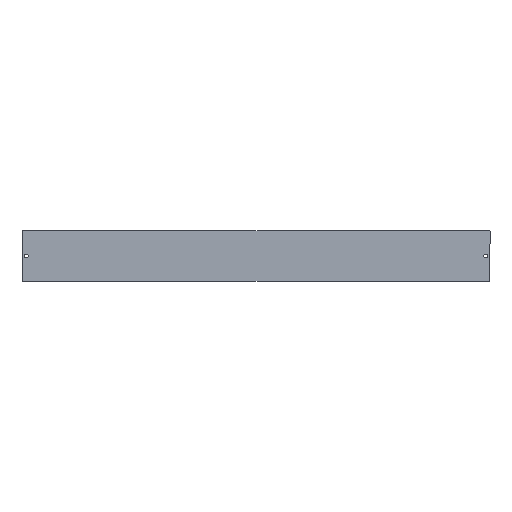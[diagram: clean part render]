
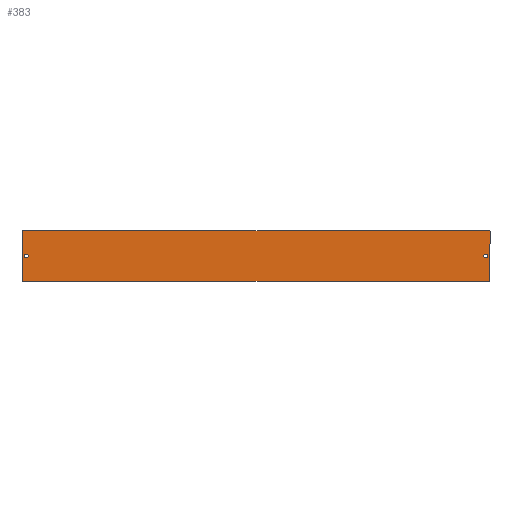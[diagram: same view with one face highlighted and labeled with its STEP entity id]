
A CAD part, top view. The second image highlights one B-rep face of the part: STEP entity #383.
In plain terms, the highlighted planar face has unit normal (0, 0, 1).
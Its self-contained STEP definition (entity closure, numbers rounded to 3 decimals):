
#11 = EDGE_LOOP ( 'NONE', ( #58, #70, #35, #60, #96, #83, #29, #54 ) ) ;
#13 = EDGE_LOOP ( 'NONE', ( #73, #67 ) ) ;
#14 = EDGE_LOOP ( 'NONE', ( #44, #45 ) ) ;
#15 = CARTESIAN_POINT ( 'NONE',  ( 152.2, 0., 0.76 ) ) ;
#29 = ORIENTED_EDGE ( 'NONE', *, *, #429, .T. ) ;
#35 = ORIENTED_EDGE ( 'NONE', *, *, #415, .T. ) ;
#44 = ORIENTED_EDGE ( 'NONE', *, *, #394, .F. ) ;
#45 = ORIENTED_EDGE ( 'NONE', *, *, #387, .F. ) ;
#54 = ORIENTED_EDGE ( 'NONE', *, *, #428, .T. ) ;
#58 = ORIENTED_EDGE ( 'NONE', *, *, #424, .T. ) ;
#60 = ORIENTED_EDGE ( 'NONE', *, *, #401, .T. ) ;
#67 = ORIENTED_EDGE ( 'NONE', *, *, #412, .F. ) ;
#70 = ORIENTED_EDGE ( 'NONE', *, *, #418, .T. ) ;
#73 = ORIENTED_EDGE ( 'NONE', *, *, #381, .F. ) ;
#83 = ORIENTED_EDGE ( 'NONE', *, *, #417, .T. ) ;
#85 = VERTEX_POINT ( 'NONE', #99 ) ;
#87 = VERTEX_POINT ( 'NONE', #88 ) ;
#88 = CARTESIAN_POINT ( 'NONE',  ( -156., -17., 0.76 ) ) ;
#89 = VERTEX_POINT ( 'NONE', #132 ) ;
#94 = VERTEX_POINT ( 'NONE', #15 ) ;
#96 = ORIENTED_EDGE ( 'NONE', *, *, #420, .T. ) ;
#97 = VERTEX_POINT ( 'NONE', #136 ) ;
#99 = CARTESIAN_POINT ( 'NONE',  ( -156., 17., 0.76 ) ) ;
#102 = VERTEX_POINT ( 'NONE', #108 ) ;
#105 = VERTEX_POINT ( 'NONE', #117 ) ;
#108 = CARTESIAN_POINT ( 'NONE',  ( 156., -17., 0.76 ) ) ;
#109 = CARTESIAN_POINT ( 'NONE',  ( 156.5, -16.5, 0.76 ) ) ;
#110 = VERTEX_POINT ( 'NONE', #109 ) ;
#116 = CARTESIAN_POINT ( 'NONE',  ( 156.5, 16.5, 0.76 ) ) ;
#117 = CARTESIAN_POINT ( 'NONE',  ( -152.2, 0., 0.76 ) ) ;
#121 = CARTESIAN_POINT ( 'NONE',  ( -156.5, -16.5, 0.76 ) ) ;
#124 = VERTEX_POINT ( 'NONE', #116 ) ;
#132 = CARTESIAN_POINT ( 'NONE',  ( 156., 17., 0.76 ) ) ;
#133 = VERTEX_POINT ( 'NONE', #140 ) ;
#134 = VERTEX_POINT ( 'NONE', #141 ) ;
#136 = CARTESIAN_POINT ( 'NONE',  ( 154.8, 0., 0.76 ) ) ;
#139 = VERTEX_POINT ( 'NONE', #121 ) ;
#140 = CARTESIAN_POINT ( 'NONE',  ( -156.5, 16.5, 0.76 ) ) ;
#141 = CARTESIAN_POINT ( 'NONE',  ( -154.8, 0., 0.76 ) ) ;
#146 = DIRECTION ( 'NONE',  ( 1., 0., 0. ) ) ;
#153 = FACE_OUTER_BOUND ( 'NONE', #11, .T. ) ;
#155 = FACE_BOUND ( 'NONE', #14, .T. ) ;
#156 = FACE_BOUND ( 'NONE', #13, .T. ) ;
#164 = DIRECTION ( 'NONE',  ( 0., 0., 1. ) ) ;
#165 = PLANE ( 'NONE',  #444 ) ;
#167 = CARTESIAN_POINT ( 'NONE',  ( -153.5, 0., 0.76 ) ) ;
#171 = DIRECTION ( 'NONE',  ( 0., 0., 1. ) ) ;
#174 = CARTESIAN_POINT ( 'NONE',  ( -156.5, -17., 0.76 ) ) ;
#176 = DIRECTION ( 'NONE',  ( 1., 0., 0. ) ) ;
#187 = DIRECTION ( 'NONE',  ( 0., 0., 1. ) ) ;
#188 = DIRECTION ( 'NONE',  ( 1., 0., 0. ) ) ;
#190 = CARTESIAN_POINT ( 'NONE',  ( 153.5, 0., 0.76 ) ) ;
#214 = DIRECTION ( 'NONE',  ( 0., 0., 1. ) ) ;
#221 = DIRECTION ( 'NONE',  ( -0.707, -0.707, 0. ) ) ;
#237 = DIRECTION ( 'NONE',  ( 1., 0., 0. ) ) ;
#240 = CARTESIAN_POINT ( 'NONE',  ( 153.5, 0., 0.76 ) ) ;
#242 = CARTESIAN_POINT ( 'NONE',  ( -173.25, -0.25, 0.76 ) ) ;
#246 = LINE ( 'NONE', #242, #447 ) ;
#251 = CARTESIAN_POINT ( 'NONE',  ( -153.5, 0., 0.76 ) ) ;
#254 = DIRECTION ( 'NONE',  ( -1., 0., 0. ) ) ;
#255 = CARTESIAN_POINT ( 'NONE',  ( -156.25, -16.75, 0.76 ) ) ;
#257 = LINE ( 'NONE', #255, #484 ) ;
#259 = DIRECTION ( 'NONE',  ( 0., -1., 0. ) ) ;
#262 = CARTESIAN_POINT ( 'NONE',  ( -156.5, 17., 0.76 ) ) ;
#265 = DIRECTION ( 'NONE',  ( 0.707, -0.707, 0. ) ) ;
#269 = DIRECTION ( 'NONE',  ( 1., 0., 0. ) ) ;
#270 = CARTESIAN_POINT ( 'NONE',  ( 16.75, 156.25, 0.76 ) ) ;
#272 = CARTESIAN_POINT ( 'NONE',  ( 156.5, 17., 0.76 ) ) ;
#273 = DIRECTION ( 'NONE',  ( -0.707, 0.707, 0. ) ) ;
#274 = CARTESIAN_POINT ( 'NONE',  ( -156.5, 17., 0.76 ) ) ;
#275 = DIRECTION ( 'NONE',  ( 0., 0., 1. ) ) ;
#279 = LINE ( 'NONE', #262, #506 ) ;
#283 = LINE ( 'NONE', #270, #472 ) ;
#286 = LINE ( 'NONE', #274, #507 ) ;
#289 = LINE ( 'NONE', #272, #498 ) ;
#290 = LINE ( 'NONE', #291, #509 ) ;
#291 = CARTESIAN_POINT ( 'NONE',  ( -156.5, -17., 0.76 ) ) ;
#297 = CARTESIAN_POINT ( 'NONE',  ( -0.25, -173.25, 0.76 ) ) ;
#307 = DIRECTION ( 'NONE',  ( 0., 1., 0. ) ) ;
#311 = LINE ( 'NONE', #297, #489 ) ;
#314 = DIRECTION ( 'NONE',  ( 0.707, 0.707, 0. ) ) ;
#320 = DIRECTION ( 'NONE',  ( 1., 0., 0. ) ) ;
#381 = EDGE_CURVE ( 'NONE', #105, #134, #440, .T. ) ;
#383 = ADVANCED_FACE ( 'NONE', ( #156, #155, #153 ), #165, .T. ) ;
#387 = EDGE_CURVE ( 'NONE', #94, #97, #457, .T. ) ;
#394 = EDGE_CURVE ( 'NONE', #97, #94, #449, .T. ) ;
#401 = EDGE_CURVE ( 'NONE', #85, #133, #246, .T. ) ;
#412 = EDGE_CURVE ( 'NONE', #134, #105, #499, .T. ) ;
#415 = EDGE_CURVE ( 'NONE', #89, #85, #279, .T. ) ;
#417 = EDGE_CURVE ( 'NONE', #139, #87, #257, .T. ) ;
#418 = EDGE_CURVE ( 'NONE', #124, #89, #283, .T. ) ;
#420 = EDGE_CURVE ( 'NONE', #133, #139, #286, .T. ) ;
#424 = EDGE_CURVE ( 'NONE', #110, #124, #289, .T. ) ;
#428 = EDGE_CURVE ( 'NONE', #102, #110, #311, .T. ) ;
#429 = EDGE_CURVE ( 'NONE', #87, #102, #290, .T. ) ;
#440 = CIRCLE ( 'NONE', #442, 1.3 ) ;
#442 = AXIS2_PLACEMENT_3D ( 'NONE', #167, #164, #176 ) ;
#444 = AXIS2_PLACEMENT_3D ( 'NONE', #174, #171, #146 ) ;
#445 = AXIS2_PLACEMENT_3D ( 'NONE', #240, #214, #237 ) ;
#447 = VECTOR ( 'NONE', #221, 1000. ) ;
#449 = CIRCLE ( 'NONE', #445, 1.3 ) ;
#457 = CIRCLE ( 'NONE', #464, 1.3 ) ;
#464 = AXIS2_PLACEMENT_3D ( 'NONE', #190, #187, #188 ) ;
#472 = VECTOR ( 'NONE', #273, 1000. ) ;
#484 = VECTOR ( 'NONE', #265, 1000. ) ;
#488 = AXIS2_PLACEMENT_3D ( 'NONE', #251, #275, #269 ) ;
#489 = VECTOR ( 'NONE', #314, 1000. ) ;
#498 = VECTOR ( 'NONE', #307, 1000. ) ;
#499 = CIRCLE ( 'NONE', #488, 1.3 ) ;
#506 = VECTOR ( 'NONE', #254, 1000. ) ;
#507 = VECTOR ( 'NONE', #259, 1000. ) ;
#509 = VECTOR ( 'NONE', #320, 1000. ) ;
